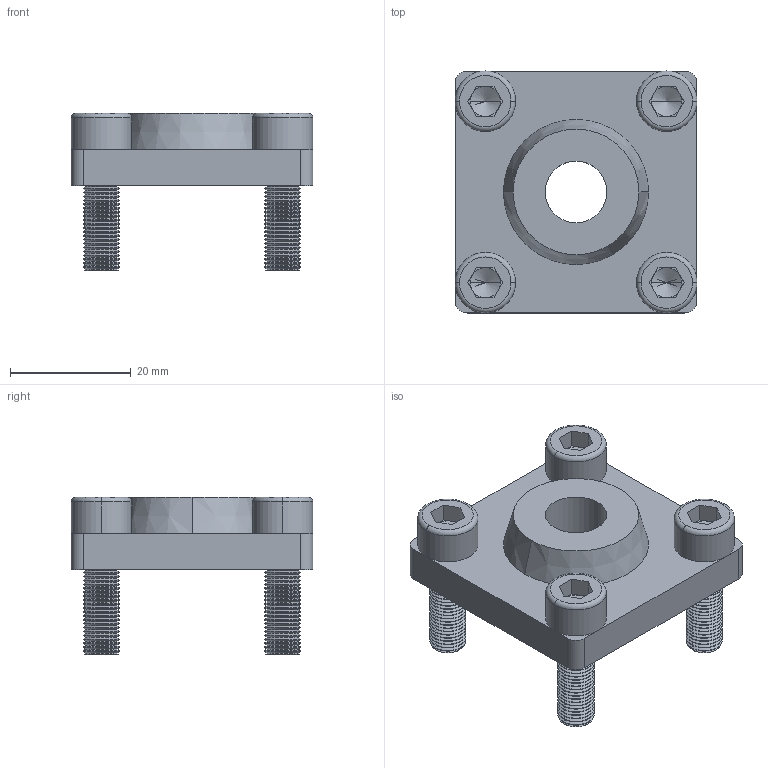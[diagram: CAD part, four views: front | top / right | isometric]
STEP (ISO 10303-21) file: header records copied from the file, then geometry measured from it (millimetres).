
FILE_DESCRIPTION (( 'STEP AP203' ), '1' );
FILE_NAME ('5.31.40.4040.STEP', '2017-01-09T05:48:41', ( 'user' ), ( '' ), 'SwSTEP 2.0', 'SolidWorks 2012', '' );
FILE_SCHEMA (( 'CONFIG_CONTROL_DESIGN' ));
Length unit declared in the file: millimetre
Products named in the file (1): 5.31.40.4040
Bounding box: 40 x 40 x 26 mm (x, y, z)
Volume: 13721.5 mm3; surface area: 9017.9 mm2
Topology: 5 solids, 5 shells, 863 faces, 1764 edges, 916 vertices
Faces by surface type: cone 514, cylinder 270, plane 71, torus 8
Entity records: 22031 total; most frequent: DIRECTION 4348, CARTESIAN_POINT 3536, ORIENTED_EDGE 3512, EDGE_CURVE 1756, AXIS2_PLACEMENT_3D 1728, VERTEX_POINT 916, LINE 892, VECTOR 892
